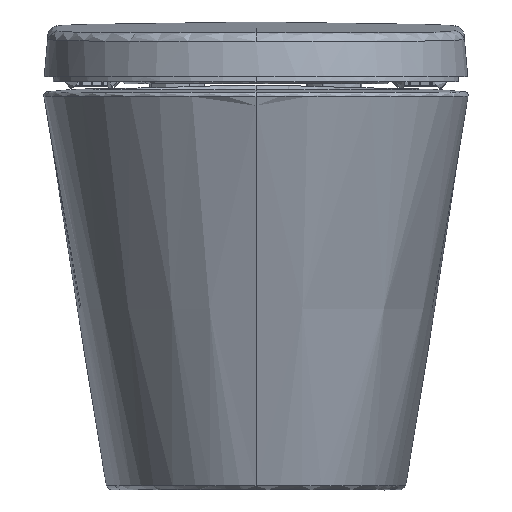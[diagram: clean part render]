
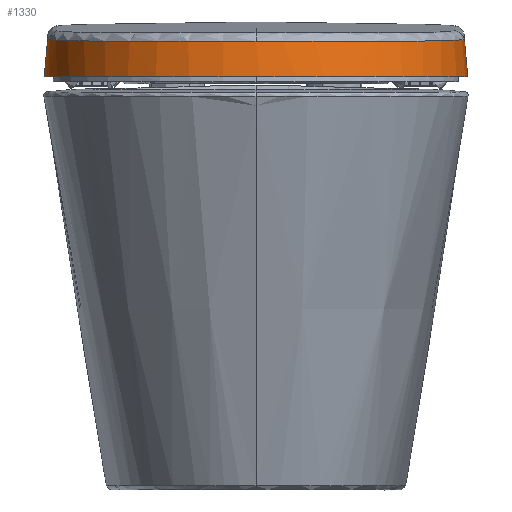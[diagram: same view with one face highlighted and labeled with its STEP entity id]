
A CAD part, front view. The second image highlights one B-rep face of the part: STEP entity #1330.
In plain terms, the highlighted free-form (B-spline) face has degree [2, 1] with [9, 2] control points.
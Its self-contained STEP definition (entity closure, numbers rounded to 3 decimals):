
#1330=ADVANCED_FACE('',(#2885),#23078,.T.);
#2885=FACE_OUTER_BOUND('',#4529,.T.);
#4529=EDGE_LOOP('',(#10202,#10203,#10204,#10205,#10206));
#10202=ORIENTED_EDGE('',*,*,#15296,.T.);
#10203=ORIENTED_EDGE('',*,*,#15291,.T.);
#10204=ORIENTED_EDGE('',*,*,#15292,.F.);
#10205=ORIENTED_EDGE('',*,*,#15293,.T.);
#10206=ORIENTED_EDGE('',*,*,#15297,.T.);
#15291=EDGE_CURVE('',#22013,#22006,#19431,.T.);
#15292=EDGE_CURVE('',#22005,#22006,#17284,.T.);
#15293=EDGE_CURVE('',#22005,#22014,#19432,.T.);
#15296=EDGE_CURVE('',#22012,#22013,#19434,.T.);
#15297=EDGE_CURVE('',#22014,#22012,#19435,.T.);
#17284=(
BOUNDED_CURVE()
B_SPLINE_CURVE(2,(#67625,#67626,#67627,#67628,#67629),.UNSPECIFIED.,.F.,
 .F.)
B_SPLINE_CURVE_WITH_KNOTS((3,2,3),(-724.,-362.,0.),.UNSPECIFIED.)
CURVE()
GEOMETRIC_REPRESENTATION_ITEM()
RATIONAL_B_SPLINE_CURVE((1.,0.707,1.,0.707,1.))
REPRESENTATION_ITEM('')
);
#19431=B_SPLINE_CURVE_WITH_KNOTS('',1,(#67623,#67624),.UNSPECIFIED.,.F.,
 .F.,(2,2),(0.,32.505),.UNSPECIFIED.);
#19432=B_SPLINE_CURVE_WITH_KNOTS('',1,(#67630,#67631),.UNSPECIFIED.,.F.,
 .F.,(2,2),(0.,32.505),.UNSPECIFIED.);
#19434=B_SPLINE_CURVE_WITH_KNOTS('',3,(#67650,#67651,#67652,#67653,#67654,
#67655,#67656,#67657,#67658,#67659,#67660,#67661,#67662,#67663,#67664),
 .UNSPECIFIED.,.F.,.F.,(4,1,1,1,1,1,1,1,1,1,1,1,4),(-280.669,-257.28,
-233.891,-210.502,-187.113,-163.724,
-140.334,-116.945,-93.556,-70.167,
-46.778,-23.389,0.),.UNSPECIFIED.);
#19435=B_SPLINE_CURVE_WITH_KNOTS('',3,(#67665,#67666,#67667,#67668,#67669,
#67670,#67671,#67672,#67673,#67674,#67675,#67676,#67677,#67678,#67679),
 .UNSPECIFIED.,.F.,.F.,(4,1,1,1,1,1,1,1,1,1,1,1,4),(-280.669,-257.28,
-233.891,-210.502,-187.113,-163.724,
-140.334,-116.945,-93.556,-70.167,
-46.778,-23.389,0.),.UNSPECIFIED.);
#22005=VERTEX_POINT('',#66959);
#22006=VERTEX_POINT('',#66960);
#22012=VERTEX_POINT('',#66966);
#22013=VERTEX_POINT('',#66967);
#22014=VERTEX_POINT('',#66968);
#23078=(
BOUNDED_SURFACE()
B_SPLINE_SURFACE(2,1,((#63543,#63544),(#63545,#63546),(#63547,#63548),(#63549,
#63550),(#63551,#63552),(#63553,#63554),(#63555,#63556),(#63557,#63558),
(#63559,#63560)),.UNSPECIFIED.,.T.,.F.,.F.)
B_SPLINE_SURFACE_WITH_KNOTS((3,2,2,2,3),(2,2),(0.,284.861,569.722,
854.582,1139.443),(0.,40.491),.UNSPECIFIED.)
GEOMETRIC_REPRESENTATION_ITEM()
RATIONAL_B_SPLINE_SURFACE(((1.,1.),(0.707,0.707),
(1.,1.),(0.707,0.707),(1.,1.),(0.707,
0.707),(1.,1.),(0.707,0.707),(1.,1.)))
REPRESENTATION_ITEM('')
SURFACE()
);
#63543=CARTESIAN_POINT('',(0.,-185.113,449.221));
#63544=CARTESIAN_POINT('',(0.,-181.584,408.885));
#63545=CARTESIAN_POINT('',(177.819,-185.113,449.221));
#63546=CARTESIAN_POINT('',(181.348,-181.584,408.885));
#63547=CARTESIAN_POINT('',(177.819,-362.932,449.221));
#63548=CARTESIAN_POINT('',(181.348,-362.932,408.885));
#63549=CARTESIAN_POINT('',(177.819,-540.751,449.221));
#63550=CARTESIAN_POINT('',(181.348,-544.28,408.885));
#63551=CARTESIAN_POINT('',(0.,-540.751,449.221));
#63552=CARTESIAN_POINT('',(0.,-544.28,408.885));
#63553=CARTESIAN_POINT('',(-177.819,-540.751,449.221));
#63554=CARTESIAN_POINT('',(-181.348,-544.28,408.885));
#63555=CARTESIAN_POINT('',(-177.819,-362.932,449.221));
#63556=CARTESIAN_POINT('',(-181.348,-362.932,408.885));
#63557=CARTESIAN_POINT('',(-177.819,-185.113,449.221));
#63558=CARTESIAN_POINT('',(-181.348,-181.584,408.885));
#63559=CARTESIAN_POINT('',(0.,-185.113,449.221));
#63560=CARTESIAN_POINT('',(0.,-181.584,408.885));
#66959=CARTESIAN_POINT('',(181.,-362.932,412.862));
#66960=CARTESIAN_POINT('',(-181.,-362.932,412.862));
#66966=CARTESIAN_POINT('',(0.,-541.262,443.381));
#66967=CARTESIAN_POINT('',(-178.167,-362.932,445.244));
#66968=CARTESIAN_POINT('',(178.167,-362.932,445.244));
#67623=CARTESIAN_POINT('',(-178.167,-362.932,445.244));
#67624=CARTESIAN_POINT('',(-181.,-362.932,412.862));
#67625=CARTESIAN_POINT('',(181.,-362.932,412.862));
#67626=CARTESIAN_POINT('',(181.,-543.932,412.862));
#67627=CARTESIAN_POINT('',(0.,-543.932,412.862));
#67628=CARTESIAN_POINT('',(-181.,-543.932,412.862));
#67629=CARTESIAN_POINT('',(-181.,-362.932,412.862));
#67630=CARTESIAN_POINT('',(181.,-362.932,412.862));
#67631=CARTESIAN_POINT('',(178.167,-362.932,445.244));
#67650=CARTESIAN_POINT('',(0.,-541.262,443.381));
#67651=CARTESIAN_POINT('',(-5.88,-541.262,443.381));
#67652=CARTESIAN_POINT('',(-18.535,-540.698,443.38));
#67653=CARTESIAN_POINT('',(-40.445,-537.132,443.375));
#67654=CARTESIAN_POINT('',(-63.275,-530.251,443.368));
#67655=CARTESIAN_POINT('',(-85.516,-520.045,443.371));
#67656=CARTESIAN_POINT('',(-105.746,-507.189,443.394));
#67657=CARTESIAN_POINT('',(-124.187,-491.657,443.454));
#67658=CARTESIAN_POINT('',(-140.308,-473.842,443.563));
#67659=CARTESIAN_POINT('',(-153.892,-454.037,443.736));
#67660=CARTESIAN_POINT('',(-164.711,-432.544,443.985));
#67661=CARTESIAN_POINT('',(-172.522,-409.831,444.317));
#67662=CARTESIAN_POINT('',(-177.186,-386.425,444.735));
#67663=CARTESIAN_POINT('',(-178.182,-370.735,445.066));
#67664=CARTESIAN_POINT('',(-178.167,-362.932,445.244));
#67665=CARTESIAN_POINT('',(178.167,-362.932,445.244));
#67666=CARTESIAN_POINT('',(178.182,-370.735,445.066));
#67667=CARTESIAN_POINT('',(177.186,-386.425,444.735));
#67668=CARTESIAN_POINT('',(172.522,-409.831,444.317));
#67669=CARTESIAN_POINT('',(164.711,-432.544,443.985));
#67670=CARTESIAN_POINT('',(153.892,-454.037,443.736));
#67671=CARTESIAN_POINT('',(140.308,-473.842,443.563));
#67672=CARTESIAN_POINT('',(124.187,-491.657,443.454));
#67673=CARTESIAN_POINT('',(105.746,-507.189,443.394));
#67674=CARTESIAN_POINT('',(85.516,-520.045,443.371));
#67675=CARTESIAN_POINT('',(63.275,-530.251,443.368));
#67676=CARTESIAN_POINT('',(40.445,-537.132,443.375));
#67677=CARTESIAN_POINT('',(18.535,-540.698,443.38));
#67678=CARTESIAN_POINT('',(5.88,-541.262,443.381));
#67679=CARTESIAN_POINT('',(0.,-541.262,443.381));
